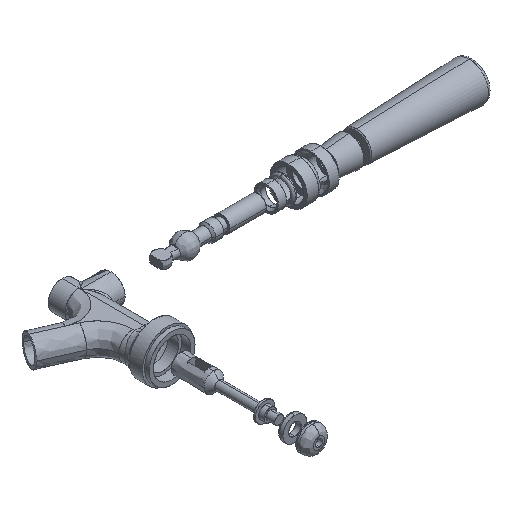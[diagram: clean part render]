
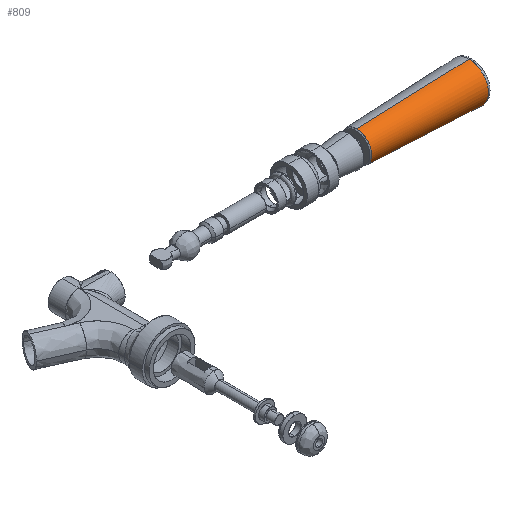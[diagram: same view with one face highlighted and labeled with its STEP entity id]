
A CAD part, isometric view. The second image highlights one B-rep face of the part: STEP entity #809.
In plain terms, the highlighted free-form (B-spline) face has degree [2, 1] with [5, 2] control points.
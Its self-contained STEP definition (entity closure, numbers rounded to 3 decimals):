
#809 = ADVANCED_FACE('',(#810),#846,.T.);
#810 = FACE_BOUND('',#811,.T.);
#811 = EDGE_LOOP('',(#812,#824,#831,#841));
#812 = ORIENTED_EDGE('',*,*,#813,.F.);
#813 = EDGE_CURVE('',#814,#816,#818,.T.);
#814 = VERTEX_POINT('',#815);
#815 = CARTESIAN_POINT('',(46.634,0.,
    -8.897));
#816 = VERTEX_POINT('',#817);
#817 = CARTESIAN_POINT('',(46.634,0.,
    8.897));
#818 = ( BOUNDED_CURVE() B_SPLINE_CURVE(2,(#819,#820,#821,#822,#823),
.UNSPECIFIED.,.F.,.F.) B_SPLINE_CURVE_WITH_KNOTS((3,2,3),(
    0.,1.571,3.142),
.PIECEWISE_BEZIER_KNOTS.) CURVE() GEOMETRIC_REPRESENTATION_ITEM() 
RATIONAL_B_SPLINE_CURVE((1.,0.707,1.,0.707,1.)) 
REPRESENTATION_ITEM('') );
#819 = CARTESIAN_POINT('',(46.634,0.,
    -8.897));
#820 = CARTESIAN_POINT('',(46.634,-8.897,
    -8.897));
#821 = CARTESIAN_POINT('',(46.634,-8.897,
    0.));
#822 = CARTESIAN_POINT('',(46.634,-8.897,
    8.897));
#823 = CARTESIAN_POINT('',(46.634,0.,
    8.897));
#824 = ORIENTED_EDGE('',*,*,#825,.F.);
#825 = EDGE_CURVE('',#826,#814,#828,.T.);
#826 = VERTEX_POINT('',#827);
#827 = CARTESIAN_POINT('',(-4.934,0.,
    -6.914));
#828 = B_SPLINE_CURVE_WITH_KNOTS('',1,(#829,#830),.UNSPECIFIED.,.F.,.F.,
  (2,2),(0.,63.592),.PIECEWISE_BEZIER_KNOTS.);
#829 = CARTESIAN_POINT('',(-4.934,0.,-6.914));
#830 = CARTESIAN_POINT('',(46.634,0.,-8.897));
#831 = ORIENTED_EDGE('',*,*,#832,.F.);
#832 = EDGE_CURVE('',#833,#826,#835,.T.);
#833 = VERTEX_POINT('',#834);
#834 = CARTESIAN_POINT('',(-4.934,0.,
    6.914));
#835 = ( BOUNDED_CURVE() B_SPLINE_CURVE(2,(#836,#837,#838,#839,#840),
.UNSPECIFIED.,.F.,.F.) B_SPLINE_CURVE_WITH_KNOTS((3,2,3),(
    0.,1.571,3.142),
.PIECEWISE_BEZIER_KNOTS.) CURVE() GEOMETRIC_REPRESENTATION_ITEM() 
RATIONAL_B_SPLINE_CURVE((1.,0.707,1.,0.707,1.)) 
REPRESENTATION_ITEM('') );
#836 = CARTESIAN_POINT('',(-4.934,0.,
    6.914));
#837 = CARTESIAN_POINT('',(-4.934,-6.914,6.914
    ));
#838 = CARTESIAN_POINT('',(-4.934,-6.914,
    0.));
#839 = CARTESIAN_POINT('',(-4.934,-6.914,
    -6.914));
#840 = CARTESIAN_POINT('',(-4.934,0.,
    -6.914));
#841 = ORIENTED_EDGE('',*,*,#842,.F.);
#842 = EDGE_CURVE('',#816,#833,#843,.T.);
#843 = B_SPLINE_CURVE_WITH_KNOTS('',1,(#844,#845),.UNSPECIFIED.,.F.,.F.,
  (2,2),(0.,63.592),.PIECEWISE_BEZIER_KNOTS.);
#844 = CARTESIAN_POINT('',(46.634,0.,8.897));
#845 = CARTESIAN_POINT('',(-4.934,0.,6.914));
#846 = ( BOUNDED_SURFACE() B_SPLINE_SURFACE(2,1,(
    (#847,#848)
    ,(#849,#850)
    ,(#851,#852)
    ,(#853,#854)
,(#855,#856
    )),.UNSPECIFIED.,.F.,.F.,.F.) B_SPLINE_SURFACE_WITH_KNOTS((3,2,3),(2
    ,2),(0.,1.571,3.142),(0.,63.592),
.PIECEWISE_BEZIER_KNOTS.) GEOMETRIC_REPRESENTATION_ITEM() 
RATIONAL_B_SPLINE_SURFACE((
    (1.,1.)
    ,(0.707,0.707)
    ,(1.,1.)
    ,(0.707,0.707)
,(1.,1.))) REPRESENTATION_ITEM('') SURFACE() );
#847 = CARTESIAN_POINT('',(-4.934,0.,
    -6.914));
#848 = CARTESIAN_POINT('',(46.634,0.,
    -8.897));
#849 = CARTESIAN_POINT('',(-4.934,-6.914,
    -6.914));
#850 = CARTESIAN_POINT('',(46.634,-8.897,
    -8.897));
#851 = CARTESIAN_POINT('',(-4.934,-6.914,
    0.));
#852 = CARTESIAN_POINT('',(46.634,-8.897,
    0.));
#853 = CARTESIAN_POINT('',(-4.934,-6.914,
    6.914));
#854 = CARTESIAN_POINT('',(46.634,-8.897,
    8.897));
#855 = CARTESIAN_POINT('',(-4.934,0.,
    6.914));
#856 = CARTESIAN_POINT('',(46.634,0.,
    8.897));
